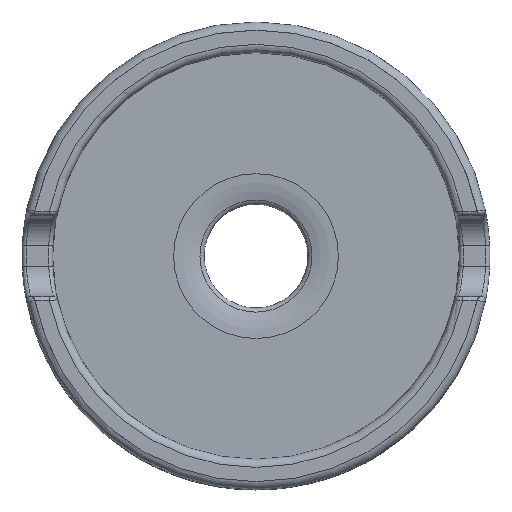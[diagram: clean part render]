
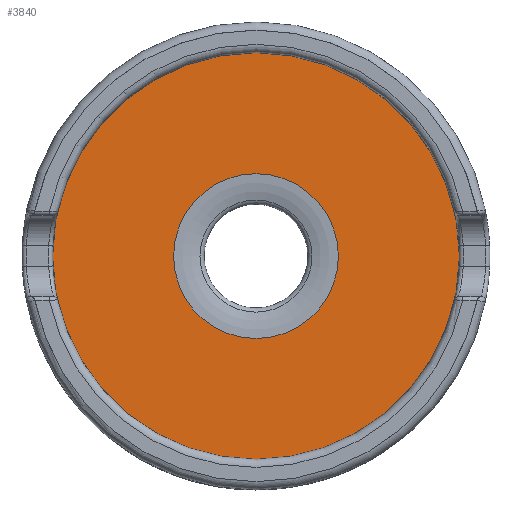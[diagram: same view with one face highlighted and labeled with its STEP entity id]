
A CAD part, top view. The second image highlights one B-rep face of the part: STEP entity #3840.
In plain terms, the highlighted planar face has unit normal (0, 0, 1).
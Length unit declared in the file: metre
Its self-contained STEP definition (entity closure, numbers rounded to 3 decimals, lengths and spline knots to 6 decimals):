
#711=CIRCLE('',#4080,0.05);
#717=CIRCLE('',#4092,0.02025);
#1367=ORIENTED_EDGE('',*,*,#2356,.T.);
#1368=ORIENTED_EDGE('',*,*,#2334,.T.);
#2334=EDGE_CURVE('',#2873,#2873,#711,.T.);
#2356=EDGE_CURVE('',#2887,#2887,#717,.F.);
#2873=VERTEX_POINT('',#6691);
#2887=VERTEX_POINT('',#6789);
#3302=EDGE_LOOP('',(#1367));
#3303=EDGE_LOOP('',(#1368));
#3560=FACE_BOUND('',#3302,.T.);
#3561=FACE_BOUND('',#3303,.T.);
#3720=PLANE('',#4091);
#3840=ADVANCED_FACE('',(#3560,#3561),#3720,.T.);
#4080=AXIS2_PLACEMENT_3D('',#6690,#4344,#4345);
#4091=AXIS2_PLACEMENT_3D('',#6787,#4370,#4371);
#4092=AXIS2_PLACEMENT_3D('',#6788,#4372,#4373);
#4344=DIRECTION('',(0.,0.,1.));
#4345=DIRECTION('',(1.,0.,0.));
#4370=DIRECTION('',(0.,0.,1.));
#4371=DIRECTION('',(1.,0.,0.));
#4372=DIRECTION('',(0.,0.,1.));
#4373=DIRECTION('',(1.,0.,0.));
#6690=CARTESIAN_POINT('',(0.,0.,0.004));
#6691=CARTESIAN_POINT('',(0.05,0.,0.004));
#6787=CARTESIAN_POINT('',(0.,0.,0.004));
#6788=CARTESIAN_POINT('',(0.,0.,0.004));
#6789=CARTESIAN_POINT('',(0.02025,0.,0.004));
